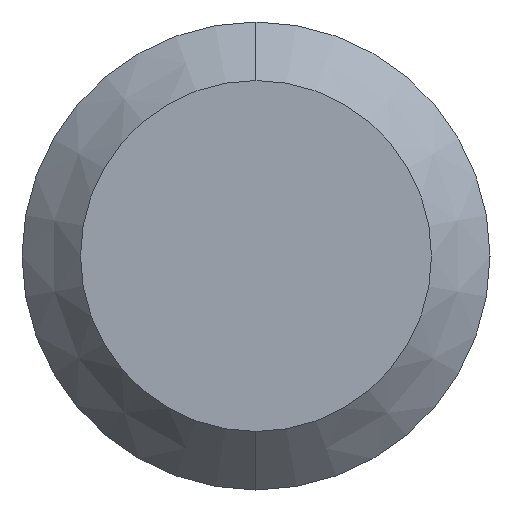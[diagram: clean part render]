
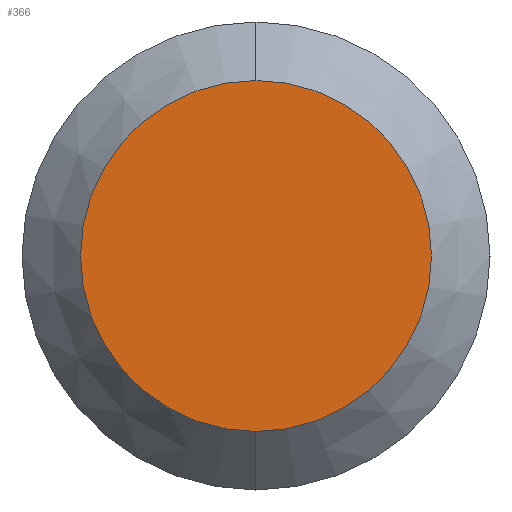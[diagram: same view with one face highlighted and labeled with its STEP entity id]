
A CAD part, left-side view. The second image highlights one B-rep face of the part: STEP entity #366.
In plain terms, the highlighted planar face has unit normal (-1, 0, 0).
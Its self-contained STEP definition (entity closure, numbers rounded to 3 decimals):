
#3 = CARTESIAN_POINT ( 'NONE',  ( 0., 0., -1.5 ) ) ;
#37 = AXIS2_PLACEMENT_3D ( 'NONE', #358, #126, #318 ) ;
#52 = FACE_OUTER_BOUND ( 'NONE', #85, .T. ) ;
#85 = EDGE_LOOP ( 'NONE', ( #370, #264 ) ) ;
#87 = PLANE ( 'NONE',  #37 ) ;
#95 = EDGE_CURVE ( 'NONE', #386, #276, #421, .T. ) ;
#113 = CARTESIAN_POINT ( 'NONE',  ( 0., 0., 0. ) ) ;
#126 = DIRECTION ( 'NONE',  ( 1., 0., 0. ) ) ;
#140 = DIRECTION ( 'NONE',  ( 0., 0., 1. ) ) ;
#166 = EDGE_CURVE ( 'NONE', #276, #386, #491, .T. ) ;
#222 = DIRECTION ( 'NONE',  ( -1., 0., 0. ) ) ;
#243 = CARTESIAN_POINT ( 'NONE',  ( 0., 0., 1.5 ) ) ;
#245 = AXIS2_PLACEMENT_3D ( 'NONE', #113, #222, #387 ) ;
#264 = ORIENTED_EDGE ( 'NONE', *, *, #95, .T. ) ;
#276 = VERTEX_POINT ( 'NONE', #3 ) ;
#318 = DIRECTION ( 'NONE',  ( 0., 0., -1. ) ) ;
#358 = CARTESIAN_POINT ( 'NONE',  ( 0., 1.5, 0. ) ) ;
#366 = ADVANCED_FACE ( 'NONE', ( #52 ), #87, .F. ) ;
#370 = ORIENTED_EDGE ( 'NONE', *, *, #166, .T. ) ;
#386 = VERTEX_POINT ( 'NONE', #243 ) ;
#387 = DIRECTION ( 'NONE',  ( 0., 0., 1. ) ) ;
#416 = DIRECTION ( 'NONE',  ( -1., 0., 0. ) ) ;
#421 = CIRCLE ( 'NONE', #245, 1.5 ) ;
#455 = CARTESIAN_POINT ( 'NONE',  ( 0., 0., 0. ) ) ;
#491 = CIRCLE ( 'NONE', #492, 1.5 ) ;
#492 = AXIS2_PLACEMENT_3D ( 'NONE', #455, #416, #140 ) ;
